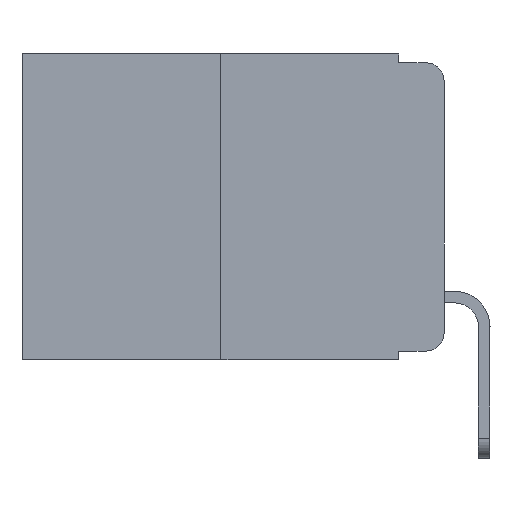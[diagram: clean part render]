
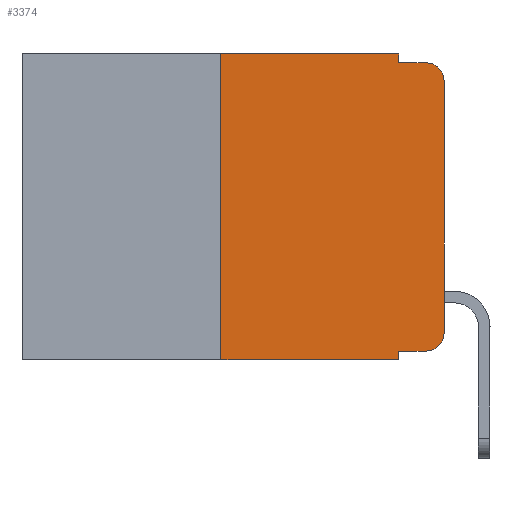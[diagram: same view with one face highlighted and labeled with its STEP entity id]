
A CAD part, left-side view. The second image highlights one B-rep face of the part: STEP entity #3374.
In plain terms, the highlighted planar face has unit normal (-1, 0, 0).
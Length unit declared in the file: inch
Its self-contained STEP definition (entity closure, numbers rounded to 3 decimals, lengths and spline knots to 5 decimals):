
#134 = DIRECTION ( 'NONE',  ( 0., 0., 1. ) ) ;
#270 = VECTOR ( 'NONE', #6441, 39.37008 ) ;
#349 = VECTOR ( 'NONE', #3461, 39.37008 ) ;
#411 = EDGE_CURVE ( 'NONE', #2720, #10521, #10424, .T. ) ;
#617 = VECTOR ( 'NONE', #5507, 39.37008 ) ;
#1002 = ORIENTED_EDGE ( 'NONE', *, *, #1855, .T. ) ;
#1167 = DIRECTION ( 'NONE',  ( 0., -1., 0. ) ) ;
#1173 = VECTOR ( 'NONE', #2902, 39.37008 ) ;
#1633 = DIRECTION ( 'NONE',  ( 1., 0., 0. ) ) ;
#1855 = EDGE_CURVE ( 'NONE', #2987, #6228, #8479, .T. ) ;
#1897 = AXIS2_PLACEMENT_3D ( 'NONE', #9956, #1633, #9840 ) ;
#1940 = CARTESIAN_POINT ( 'NONE',  ( 0., 0.02, -0.313 ) ) ;
#1997 = DIRECTION ( 'NONE',  ( 0., 0., -1. ) ) ;
#2008 = ORIENTED_EDGE ( 'NONE', *, *, #6816, .T. ) ;
#2011 = EDGE_CURVE ( 'NONE', #10521, #7140, #4612, .T. ) ;
#2316 = VERTEX_POINT ( 'NONE', #11227 ) ;
#2330 = VECTOR ( 'NONE', #1167, 39.37008 ) ;
#2601 = VERTEX_POINT ( 'NONE', #14619 ) ;
#2720 = VERTEX_POINT ( 'NONE', #10762 ) ;
#2902 = DIRECTION ( 'NONE',  ( 0., -1., 0. ) ) ;
#2987 = VERTEX_POINT ( 'NONE', #11424 ) ;
#3010 = ORIENTED_EDGE ( 'NONE', *, *, #13805, .T. ) ;
#3374 = ADVANCED_FACE ( 'NONE', ( #16375 ), #15236, .F. ) ;
#3461 = DIRECTION ( 'NONE',  ( 0., 0., 1. ) ) ;
#3530 = VECTOR ( 'NONE', #16463, 39.37008 ) ;
#4607 = VERTEX_POINT ( 'NONE', #8077 ) ;
#4612 = CIRCLE ( 'NONE', #14616, 0.02 ) ;
#5362 = ORIENTED_EDGE ( 'NONE', *, *, #2011, .T. ) ;
#5507 = DIRECTION ( 'NONE',  ( 0., -1., 0. ) ) ;
#6228 = VERTEX_POINT ( 'NONE', #15089 ) ;
#6441 = DIRECTION ( 'NONE',  ( 0., 0., -1. ) ) ;
#6473 = ORIENTED_EDGE ( 'NONE', *, *, #16562, .F. ) ;
#6594 = CARTESIAN_POINT ( 'NONE',  ( 0., 0.051, 0. ) ) ;
#6697 = CIRCLE ( 'NONE', #10956, 0.02 ) ;
#6816 = EDGE_CURVE ( 'NONE', #2601, #4607, #14470, .T. ) ;
#6855 = CARTESIAN_POINT ( 'NONE',  ( 0., 0.051, 0. ) ) ;
#7136 = CARTESIAN_POINT ( 'NONE',  ( 0., 0.051, -0.01 ) ) ;
#7140 = VERTEX_POINT ( 'NONE', #15246 ) ;
#7898 = DIRECTION ( 'NONE',  ( 0., 0., -1. ) ) ;
#7924 = ORIENTED_EDGE ( 'NONE', *, *, #16221, .F. ) ;
#8077 = CARTESIAN_POINT ( 'NONE',  ( 0., 0.02, -0.333 ) ) ;
#8479 = LINE ( 'NONE', #11030, #1173 ) ;
#8802 = VERTEX_POINT ( 'NONE', #14754 ) ;
#9745 = EDGE_LOOP ( 'NONE', ( #15468, #5362, #11119, #6473, #7924, #9823, #1002, #16342, #2008, #3010 ) ) ;
#9823 = ORIENTED_EDGE ( 'NONE', *, *, #10997, .F. ) ;
#9840 = DIRECTION ( 'NONE',  ( 0., 0., -1. ) ) ;
#9956 = CARTESIAN_POINT ( 'NONE',  ( 0., 0.473, 0. ) ) ;
#10424 = LINE ( 'NONE', #11659, #349 ) ;
#10521 = VERTEX_POINT ( 'NONE', #13194 ) ;
#10762 = CARTESIAN_POINT ( 'NONE',  ( 0., 0., -0.313 ) ) ;
#10956 = AXIS2_PLACEMENT_3D ( 'NONE', #1940, #11572, #11634 ) ;
#10997 = EDGE_CURVE ( 'NONE', #2987, #8802, #13652, .T. ) ;
#11030 = CARTESIAN_POINT ( 'NONE',  ( 0., 0.473, -0.343 ) ) ;
#11082 = CARTESIAN_POINT ( 'NONE',  ( 0., 0.25, 0. ) ) ;
#11119 = ORIENTED_EDGE ( 'NONE', *, *, #15718, .F. ) ;
#11227 = CARTESIAN_POINT ( 'NONE',  ( 0., 0.051, 0. ) ) ;
#11424 = CARTESIAN_POINT ( 'NONE',  ( 0., 0.25, -0.343 ) ) ;
#11572 = DIRECTION ( 'NONE',  ( -1., 0., 0. ) ) ;
#11634 = DIRECTION ( 'NONE',  ( 0., 0., -1. ) ) ;
#11659 = CARTESIAN_POINT ( 'NONE',  ( 0., 0., 0. ) ) ;
#11737 = DIRECTION ( 'NONE',  ( -1., 0., 0. ) ) ;
#11916 = VECTOR ( 'NONE', #134, 39.37008 ) ;
#12276 = CARTESIAN_POINT ( 'NONE',  ( 0., 0.051, -0.01 ) ) ;
#12596 = VERTEX_POINT ( 'NONE', #7136 ) ;
#13194 = CARTESIAN_POINT ( 'NONE',  ( 0., 0., -0.03 ) ) ;
#13652 = LINE ( 'NONE', #11082, #11916 ) ;
#13684 = CARTESIAN_POINT ( 'NONE',  ( 0., 0.051, -0.333 ) ) ;
#13805 = EDGE_CURVE ( 'NONE', #4607, #2720, #6697, .T. ) ;
#14470 = LINE ( 'NONE', #13684, #3530 ) ;
#14616 = AXIS2_PLACEMENT_3D ( 'NONE', #15650, #11737, #1997 ) ;
#14619 = CARTESIAN_POINT ( 'NONE',  ( 0., 0.051, -0.333 ) ) ;
#14699 = LINE ( 'NONE', #6855, #270 ) ;
#14754 = CARTESIAN_POINT ( 'NONE',  ( 0., 0.25, 0. ) ) ;
#15089 = CARTESIAN_POINT ( 'NONE',  ( 0., 0.051, -0.343 ) ) ;
#15236 = PLANE ( 'NONE',  #1897 ) ;
#15246 = CARTESIAN_POINT ( 'NONE',  ( 0., 0.02, -0.01 ) ) ;
#15468 = ORIENTED_EDGE ( 'NONE', *, *, #411, .T. ) ;
#15502 = EDGE_CURVE ( 'NONE', #2601, #6228, #16075, .T. ) ;
#15642 = VECTOR ( 'NONE', #7898, 39.37008 ) ;
#15650 = CARTESIAN_POINT ( 'NONE',  ( 0., 0.02, -0.03 ) ) ;
#15718 = EDGE_CURVE ( 'NONE', #12596, #7140, #15862, .T. ) ;
#15862 = LINE ( 'NONE', #12276, #617 ) ;
#16075 = LINE ( 'NONE', #6594, #15642 ) ;
#16221 = EDGE_CURVE ( 'NONE', #8802, #2316, #16285, .T. ) ;
#16285 = LINE ( 'NONE', #17601, #2330 ) ;
#16342 = ORIENTED_EDGE ( 'NONE', *, *, #15502, .F. ) ;
#16375 = FACE_OUTER_BOUND ( 'NONE', #9745, .T. ) ;
#16463 = DIRECTION ( 'NONE',  ( 0., -1., 0. ) ) ;
#16562 = EDGE_CURVE ( 'NONE', #2316, #12596, #14699, .T. ) ;
#17601 = CARTESIAN_POINT ( 'NONE',  ( 0., 0.473, 0. ) ) ;
